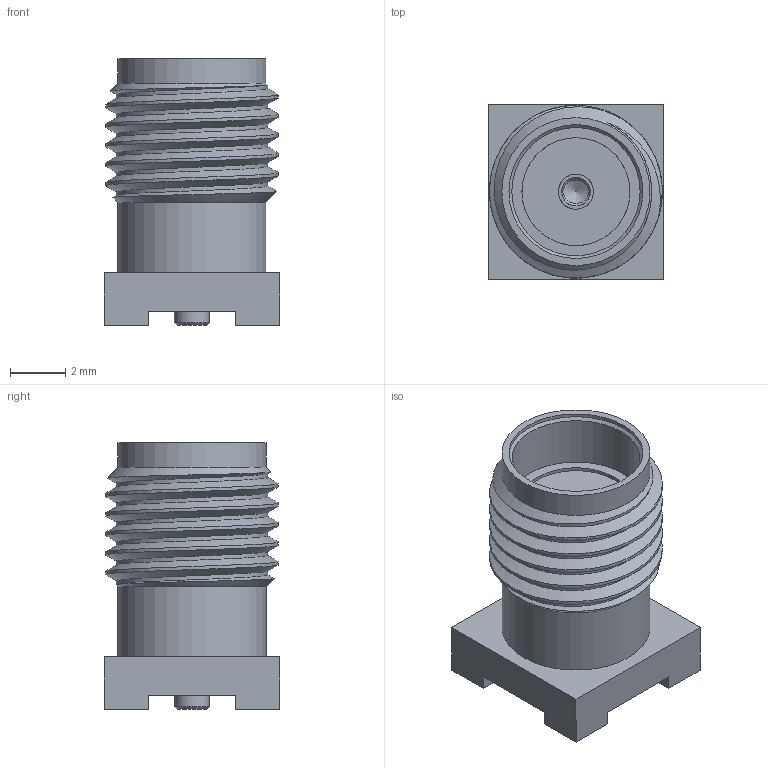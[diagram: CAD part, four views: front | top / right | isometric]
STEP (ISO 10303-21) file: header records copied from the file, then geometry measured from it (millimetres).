
FILE_DESCRIPTION(/* description */ (''),/* implementation_level */ '2;1');
FILE_NAME(/* name */ '73251-1350.stp',/* time_stamp */ '2019-08-13T08:08:28+02:00',/* author */ ('Khaled'),/* organization */ (''),/* preprocessor_version */ 'ST-DEVELOPER v17.2',/* originating_system */ 'Autodesk Inventor 2019',/* authorisation */ '');
FILE_SCHEMA (('AUTOMOTIVE_DESIGN { 1 0 10303 214 3 1 1 }'));
Length unit declared in the file: millimetre
Products named in the file (4): 73251-1350; body; isolator; Molex
Assembly tree (3 placements, depth 2):
  73251-1350
    body
    isolator
    Molex
Bounding box: 6.35 x 6.35 x 9.65 mm (x, y, z)
Volume: 213.3 mm3; surface area: 582.8 mm2
Topology: 8 solids, 8 shells, 188 faces, 512 edges, 342 vertices
Faces by surface type: plane 86, bspline 68, cylinder 27, cone 7
Full cylindrical faces by diameter (mm): 0.965 x1, 1.035 x1, 1.27 x2, 3.912 x2, 4.644 x1, 4.848 x1, 5.359 x2, 5.489 x5, 6.257 x4
Entity records: 10527 total; most frequent: CARTESIAN_POINT 5959, ORIENTED_EDGE 1022, DIRECTION 730, EDGE_CURVE 511, VERTEX_POINT 342, LINE 280, VECTOR 280, AXIS2_PLACEMENT_3D 225
